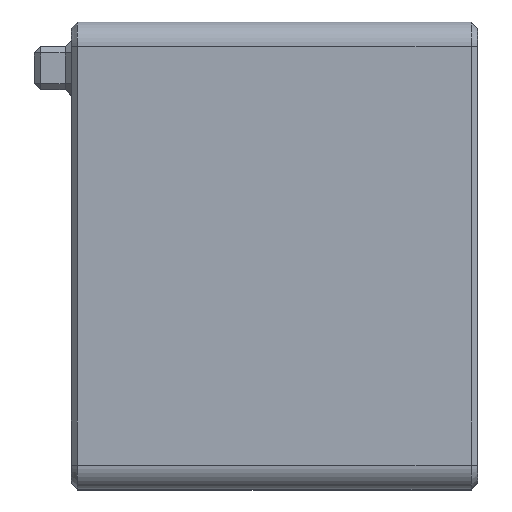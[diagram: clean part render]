
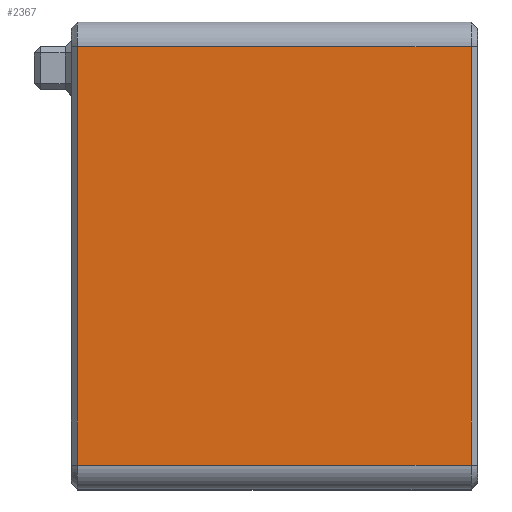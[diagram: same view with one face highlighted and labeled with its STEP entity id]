
A CAD part, front view. The second image highlights one B-rep face of the part: STEP entity #2367.
In plain terms, the highlighted planar face has unit normal (0, -1, 0).
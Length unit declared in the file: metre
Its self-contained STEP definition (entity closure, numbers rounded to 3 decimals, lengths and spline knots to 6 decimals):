
#171=LINE('',#3743,#454);
#172=LINE('',#3746,#455);
#173=LINE('',#3748,#456);
#174=LINE('',#3750,#457);
#454=VECTOR('',#2936,1.);
#455=VECTOR('',#2937,1.);
#456=VECTOR('',#2938,1.);
#457=VECTOR('',#2939,1.);
#763=ORIENTED_EDGE('',*,*,#1437,.T.);
#764=ORIENTED_EDGE('',*,*,#1438,.T.);
#765=ORIENTED_EDGE('',*,*,#1439,.T.);
#766=ORIENTED_EDGE('',*,*,#1440,.T.);
#1437=EDGE_CURVE('',#1774,#1775,#171,.T.);
#1438=EDGE_CURVE('',#1775,#1776,#172,.T.);
#1439=EDGE_CURVE('',#1776,#1777,#173,.F.);
#1440=EDGE_CURVE('',#1777,#1774,#174,.T.);
#1774=VERTEX_POINT('',#3744);
#1775=VERTEX_POINT('',#3745);
#1776=VERTEX_POINT('',#3747);
#1777=VERTEX_POINT('',#3749);
#1906=EDGE_LOOP('',(#763,#764,#765,#766));
#2083=FACE_BOUND('',#1906,.T.);
#2250=PLANE('',#2561);
#2367=ADVANCED_FACE('',(#2083),#2250,.T.);
#2561=AXIS2_PLACEMENT_3D('',#3742,#2934,#2935);
#2934=DIRECTION('',(0.,-1.,0.));
#2935=DIRECTION('',(1.,0.,0.));
#2936=DIRECTION('',(-1.,0.,0.));
#2937=DIRECTION('',(0.,0.,-1.));
#2938=DIRECTION('',(-1.,0.,0.));
#2939=DIRECTION('',(0.,0.,1.));
#3742=CARTESIAN_POINT('',(0.115611,-0.05344,0.01926));
#3743=CARTESIAN_POINT('',(0.082611,-0.053425,0.03626));
#3744=CARTESIAN_POINT('',(0.115111,-0.053435,0.03626));
#3745=CARTESIAN_POINT('',(0.083111,-0.053425,0.03626));
#3746=CARTESIAN_POINT('',(0.083111,-0.053435,0.00226));
#3747=CARTESIAN_POINT('',(0.083111,-0.053435,0.00226));
#3748=CARTESIAN_POINT('',(0.115611,-0.053445,0.00226));
#3749=CARTESIAN_POINT('',(0.115111,-0.053445,0.00226));
#3750=CARTESIAN_POINT('',(0.115111,-0.05344,0.01926));
